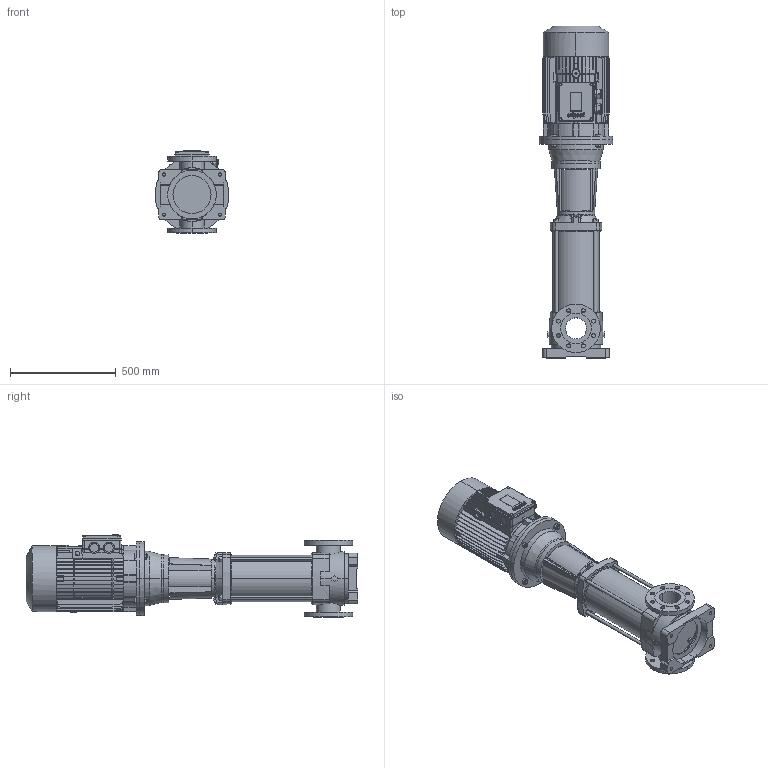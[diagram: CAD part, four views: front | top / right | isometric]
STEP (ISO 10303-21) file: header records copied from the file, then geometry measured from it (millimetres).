
FILE_DESCRIPTION (( 'STEP AP214' ), '1' );
FILE_NAME ('4.93.632.05swa02.step', '2023-01-17T10:13:40', ( '' ), ( '' ), 'SwSTEP 2.0', 'SolidWorks 2020', '' );
FILE_SCHEMA (( 'AUTOMOTIVE_DESIGN' ));
Length unit declared in the file: millimetre
Products named in the file (9): Copia di M16x55_UNI_5727^4.93.632.05swa02; 4.93.632.05swa02; 10007576swa00_M160; 10007568swp00_M160 B5-De350; Copia di 5555^4.93.632.05swa02; Copia di 4_93_631_05_REV00^4.93.632.05swa02; 10007670swn00_M40x1.5; 10007573swp00_160 VER; Copia di M16x2_ingombro^4.93.632.05swa02
Assembly tree (15 placements, depth 3):
  4.93.632.05swa02
    Copia di 4_93_631_05_REV00^4.93.632.05swa02
    Copia di M16x55_UNI_5727^4.93.632.05swa02  x4
    Copia di M16x2_ingombro^4.93.632.05swa02  x4
    Copia di 5555^4.93.632.05swa02
    10007576swa00_M160
      10007568swp00_M160 B5-De350
      10007573swp00_160 VER
      10007670swn00_M40x1.5  x2
Bounding box: 350 x 1571.4 x 389.2 mm (x, y, z)
Volume: 48076461.8 mm3; surface area: 4076451 mm2
Topology: 36 solids, 44 shells, 2082 faces, 5398 edges, 3502 vertices
Faces by surface type: plane 1234, cylinder 473, cone 261, bspline 106, torus 8
Entity records: 62508 total; most frequent: CARTESIAN_POINT 15786, ORIENTED_EDGE 9866, DIRECTION 8924, EDGE_CURVE 4933, VERTEX_POINT 3242, LINE 3166, VECTOR 3166, AXIS2_PLACEMENT_3D 2879
